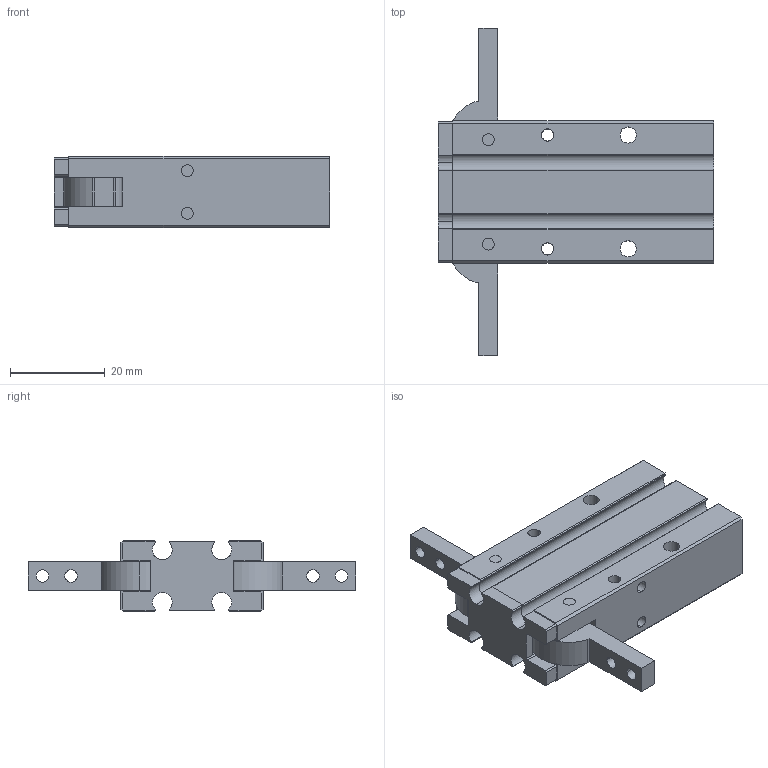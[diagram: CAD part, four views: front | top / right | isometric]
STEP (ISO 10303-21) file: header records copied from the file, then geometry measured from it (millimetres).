
FILE_DESCRIPTION (( 'STEP AP203' ), '1' );
FILE_NAME ('SHR10.STEP', '2022-06-23T05:57:52', ( '微软用户' ), ( '微软中国' ), 'SwSTEP 2.0', 'SolidWorks 2017', '' );
FILE_SCHEMA (( 'CONFIG_CONTROL_DESIGN' ));
Length unit declared in the file: millimetre
Products named in the file (1): SHR10
Bounding box: 58 x 69 x 15 mm (x, y, z)
Volume: 21050.5 mm3; surface area: 12084.7 mm2
Topology: 6 solids, 6 shells, 192 faces, 504 edges, 336 vertices
Faces by surface type: plane 110, cylinder 82
Entity records: 6059 total; most frequent: DIRECTION 1054, CARTESIAN_POINT 1033, ORIENTED_EDGE 1008, EDGE_CURVE 504, AXIS2_PLACEMENT_3D 357, LINE 340, VECTOR 340, VERTEX_POINT 336
